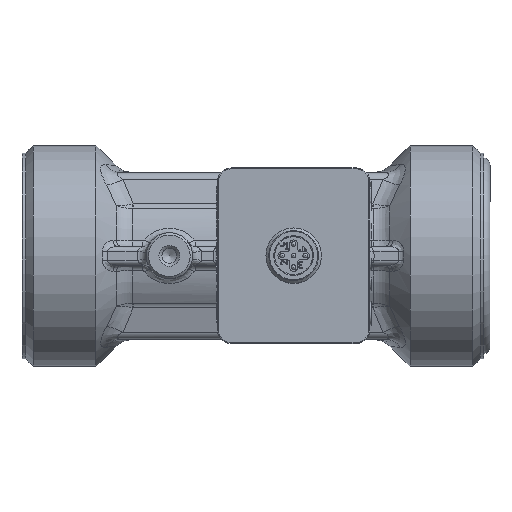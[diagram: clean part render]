
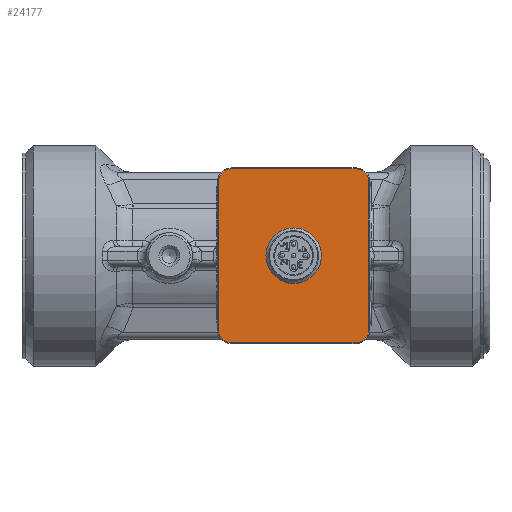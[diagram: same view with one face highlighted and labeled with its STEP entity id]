
A CAD part, top view. The second image highlights one B-rep face of the part: STEP entity #24177.
In plain terms, the highlighted planar face has unit normal (0, 0, 1).
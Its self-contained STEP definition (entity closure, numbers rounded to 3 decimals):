
#413=FACE_BOUND('',#3118,.T.);
#1721=FACE_OUTER_BOUND('',#3117,.T.);
#3117=EDGE_LOOP('',(#16655,#16656,#16657,#16658,#16659,#16660,#16661,#16662));
#3118=EDGE_LOOP('',(#16663));
#4747=LINE('',#34234,#7045);
#4748=LINE('',#34238,#7046);
#4749=LINE('',#34242,#7047);
#4750=LINE('',#34246,#7048);
#7045=VECTOR('',#27894,10.);
#7046=VECTOR('',#27897,10.);
#7047=VECTOR('',#27900,10.);
#7048=VECTOR('',#27903,10.);
#9132=CIRCLE('',#25552,6.);
#9179=CIRCLE('',#25674,2.8);
#9180=CIRCLE('',#25675,2.8);
#9181=CIRCLE('',#25676,2.8);
#9182=CIRCLE('',#25677,2.8);
#9836=VERTEX_POINT('',#33192);
#10039=VERTEX_POINT('',#34232);
#10040=VERTEX_POINT('',#34233);
#10041=VERTEX_POINT('',#34235);
#10042=VERTEX_POINT('',#34237);
#10043=VERTEX_POINT('',#34239);
#10044=VERTEX_POINT('',#34241);
#10045=VERTEX_POINT('',#34243);
#10046=VERTEX_POINT('',#34245);
#12295=EDGE_CURVE('',#9836,#9836,#9132,.T.);
#12596=EDGE_CURVE('',#10039,#10040,#4747,.T.);
#12597=EDGE_CURVE('',#10041,#10039,#9179,.T.);
#12598=EDGE_CURVE('',#10042,#10041,#4748,.T.);
#12599=EDGE_CURVE('',#10043,#10042,#9180,.T.);
#12600=EDGE_CURVE('',#10044,#10043,#4749,.T.);
#12601=EDGE_CURVE('',#10045,#10044,#9181,.T.);
#12602=EDGE_CURVE('',#10046,#10045,#4750,.T.);
#12603=EDGE_CURVE('',#10040,#10046,#9182,.T.);
#16655=ORIENTED_EDGE('',*,*,#12596,.F.);
#16656=ORIENTED_EDGE('',*,*,#12597,.F.);
#16657=ORIENTED_EDGE('',*,*,#12598,.F.);
#16658=ORIENTED_EDGE('',*,*,#12599,.F.);
#16659=ORIENTED_EDGE('',*,*,#12600,.F.);
#16660=ORIENTED_EDGE('',*,*,#12601,.F.);
#16661=ORIENTED_EDGE('',*,*,#12602,.F.);
#16662=ORIENTED_EDGE('',*,*,#12603,.F.);
#16663=ORIENTED_EDGE('',*,*,#12295,.T.);
#23350=PLANE('',#25673);
#24177=ADVANCED_FACE('',(#1721,#413),#23350,.F.);
#25552=AXIS2_PLACEMENT_3D('',#33194,#27460,#27461);
#25673=AXIS2_PLACEMENT_3D('',#34231,#27892,#27893);
#25674=AXIS2_PLACEMENT_3D('',#34236,#27895,#27896);
#25675=AXIS2_PLACEMENT_3D('',#34240,#27898,#27899);
#25676=AXIS2_PLACEMENT_3D('',#34244,#27901,#27902);
#25677=AXIS2_PLACEMENT_3D('',#34247,#27904,#27905);
#27460=DIRECTION('center_axis',(0.,0.,
-1.));
#27461=DIRECTION('ref_axis',(-1.,0.,0.));
#27892=DIRECTION('center_axis',(0.,0.,
-1.));
#27893=DIRECTION('ref_axis',(-1.,0.,0.));
#27894=DIRECTION('',(-1.,0.,0.));
#27895=DIRECTION('center_axis',(0.,0.,
-1.));
#27896=DIRECTION('ref_axis',(0.707,-0.707,0.));
#27897=DIRECTION('',(0.,-1.,0.));
#27898=DIRECTION('center_axis',(0.,0.,
-1.));
#27899=DIRECTION('ref_axis',(0.707,0.707,0.));
#27900=DIRECTION('',(1.,0.,0.));
#27901=DIRECTION('center_axis',(0.,0.,
-1.));
#27902=DIRECTION('ref_axis',(-0.707,0.707,0.));
#27903=DIRECTION('',(0.,1.,0.));
#27904=DIRECTION('center_axis',(0.,0.,
-1.));
#27905=DIRECTION('ref_axis',(-0.707,-0.707,0.));
#33192=CARTESIAN_POINT('',(12.9,0.,36.7));
#33194=CARTESIAN_POINT('Origin',(6.9,0.,
36.7));
#34231=CARTESIAN_POINT('Origin',(6.9,0.,
36.7));
#34232=CARTESIAN_POINT('',(20.4,-18.8,36.7));
#34233=CARTESIAN_POINT('',(-6.6,-18.8,36.7));
#34234=CARTESIAN_POINT('',(13.65,-18.8,36.7));
#34235=CARTESIAN_POINT('',(23.2,-16.,36.7));
#34236=CARTESIAN_POINT('Origin',(20.4,-16.,36.7));
#34237=CARTESIAN_POINT('',(23.2,16.,36.7));
#34238=CARTESIAN_POINT('',(23.2,8.,36.7));
#34239=CARTESIAN_POINT('',(20.4,18.8,36.7));
#34240=CARTESIAN_POINT('Origin',(20.4,16.,36.7));
#34241=CARTESIAN_POINT('',(-6.6,18.8,36.7));
#34242=CARTESIAN_POINT('',(0.15,18.8,36.7));
#34243=CARTESIAN_POINT('',(-9.4,16.,36.7));
#34244=CARTESIAN_POINT('Origin',(-6.6,16.,36.7));
#34245=CARTESIAN_POINT('',(-9.4,-16.,36.7));
#34246=CARTESIAN_POINT('',(-9.4,-8.,36.7));
#34247=CARTESIAN_POINT('Origin',(-6.6,-16.,36.7));
